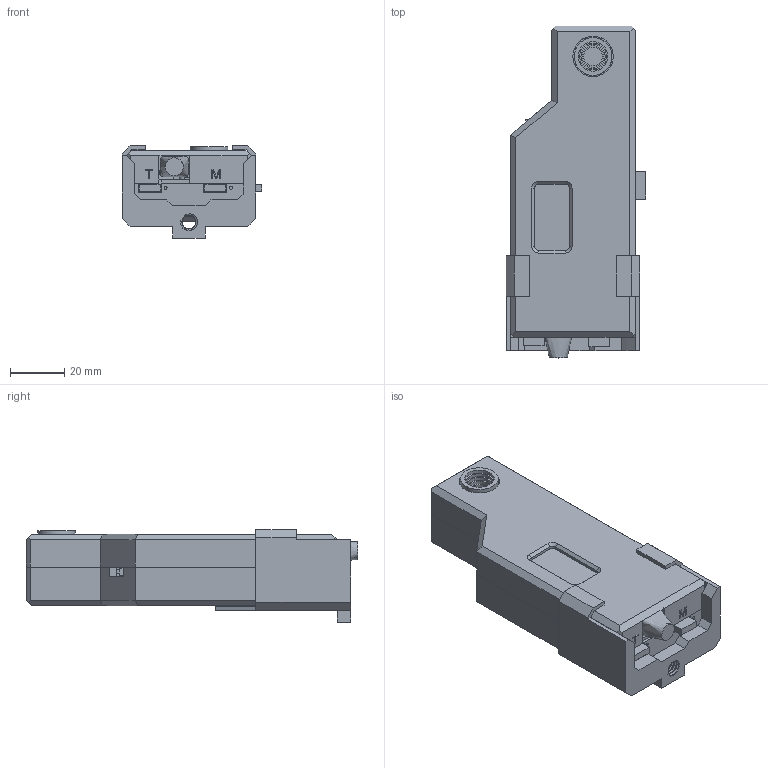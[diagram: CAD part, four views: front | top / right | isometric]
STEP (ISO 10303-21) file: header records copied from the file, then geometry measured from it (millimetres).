
FILE_DESCRIPTION(/* description */ (''),/* implementation_level */ '2;1');
FILE_NAME(/* name */ 'FreshViewBox v9.step',/* time_stamp */ '2018-12-17T11:09:20-08:00',/* author */ ('sol.lauder.lindsay'),/* organization */ (''),/* preprocessor_version */ 'ST-DEVELOPER v17.2',/* originating_system */ 'Autodesk Translation Framework v7.6.0.251',/* authorisation */ '');
FILE_SCHEMA (('AUTOMOTIVE_DESIGN { 1 0 10303 214 3 1 1 }'));
Length unit declared in the file: millimetre
Products named in the file (6): FreshViewBox; Camera; ESP32; PCB; Enclosure; TripodClip
Assembly tree (5 placements, depth 2):
  FreshViewBox
    Camera
    ESP32
    PCB
    Enclosure
    TripodClip
Bounding box: 51.55 x 122.33 x 34.1 mm (x, y, z)
Volume: 58307.1 mm3; surface area: 59427.9 mm2
Topology: 7 solids, 7 shells, 1263 faces, 3263 edges, 2104 vertices
Faces by surface type: plane 1155, cylinder 94, bspline 6, torus 4, cone 4
Full cylindrical faces by diameter (mm): 1.1 x3, 1.75 x2, 2.6 x5, 3 x5, 4.5 x3, 5 x2, 5.116 x5, 6.35 x3, 6.9 x1, 7.9 x1, 8.9 x1, 9.9 x1, 10.9 x1, 11.9 x1, 13.9 x2, 14.9 x1
Entity records: 40050 total; most frequent: CARTESIAN_POINT 8971, ORIENTED_EDGE 6526, DIRECTION 5965, EDGE_CURVE 3263, LINE 3025, VECTOR 3025, VERTEX_POINT 2104, AXIS2_PLACEMENT_3D 1470
